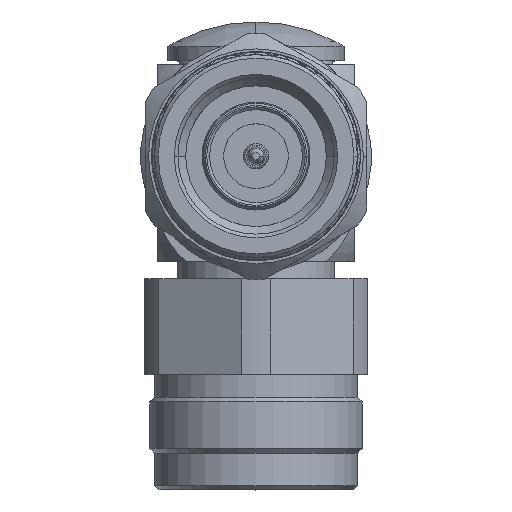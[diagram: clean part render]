
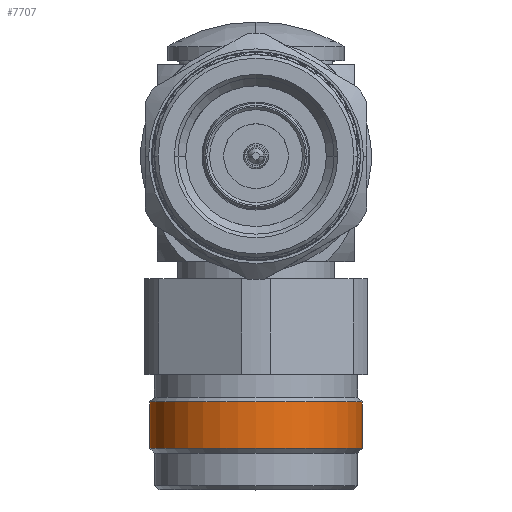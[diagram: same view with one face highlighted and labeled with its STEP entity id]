
A CAD part, top view. The second image highlights one B-rep face of the part: STEP entity #7707.
In plain terms, the highlighted cylindrical face has radius 7.557 mm (diameter 15.114 mm), a partial arc.
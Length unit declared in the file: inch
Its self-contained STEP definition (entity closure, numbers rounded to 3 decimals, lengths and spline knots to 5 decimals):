
#1080 = LINE ( 'NONE', #34018, #11894 ) ;
#2808 = VECTOR ( 'NONE', #16101, 39.37008 ) ;
#7707 = ADVANCED_FACE ( 'NONE', ( #37888 ), #17448, .T. ) ;
#7814 = DIRECTION ( 'NONE',  ( 0., 0., 1. ) ) ;
#8683 = CARTESIAN_POINT ( 'NONE',  ( 0., 0.67011, -0.29751 ) ) ;
#8855 = ORIENTED_EDGE ( 'NONE', *, *, #17014, .T. ) ;
#9003 = CIRCLE ( 'NONE', #41983, 0.29751 ) ;
#10135 = CIRCLE ( 'NONE', #34657, 0.29751 ) ;
#11053 = AXIS2_PLACEMENT_3D ( 'NONE', #27774, #17869, #7814 ) ;
#11894 = VECTOR ( 'NONE', #34441, 39.37008 ) ;
#12733 = EDGE_LOOP ( 'NONE', ( #8855, #20128, #25166, #37647 ) ) ;
#13665 = CARTESIAN_POINT ( 'NONE',  ( 0., 0.80024, 0.29751 ) ) ;
#14934 = DIRECTION ( 'NONE',  ( 0., 0., 1. ) ) ;
#16101 = DIRECTION ( 'NONE',  ( 0., 1., 0. ) ) ;
#16277 = DIRECTION ( 'NONE',  ( 0., 1., 0. ) ) ;
#17014 = EDGE_CURVE ( 'NONE', #40196, #24920, #10135, .T. ) ;
#17448 = CYLINDRICAL_SURFACE ( 'NONE', #11053, 0.29751 ) ;
#17869 = DIRECTION ( 'NONE',  ( 0., 1., 0. ) ) ;
#19380 = LINE ( 'NONE', #32782, #2808 ) ;
#19780 = CARTESIAN_POINT ( 'NONE',  ( 0., 0.67011, 0.29751 ) ) ;
#20128 = ORIENTED_EDGE ( 'NONE', *, *, #22605, .T. ) ;
#20861 = EDGE_CURVE ( 'NONE', #40196, #23520, #1080, .T. ) ;
#21731 = DIRECTION ( 'NONE',  ( 0., 1., 0. ) ) ;
#22605 = EDGE_CURVE ( 'NONE', #24920, #24396, #19380, .T. ) ;
#23520 = VERTEX_POINT ( 'NONE', #13665 ) ;
#24396 = VERTEX_POINT ( 'NONE', #27314 ) ;
#24608 = CARTESIAN_POINT ( 'NONE',  ( 0., 0.67011, 0. ) ) ;
#24920 = VERTEX_POINT ( 'NONE', #8683 ) ;
#25166 = ORIENTED_EDGE ( 'NONE', *, *, #34026, .F. ) ;
#27314 = CARTESIAN_POINT ( 'NONE',  ( 0., 0.80024, -0.29751 ) ) ;
#27774 = CARTESIAN_POINT ( 'NONE',  ( 0., 0.2775, 0. ) ) ;
#32782 = CARTESIAN_POINT ( 'NONE',  ( 0., 0.2775, -0.29751 ) ) ;
#34018 = CARTESIAN_POINT ( 'NONE',  ( 0., 0.2775, 0.29751 ) ) ;
#34026 = EDGE_CURVE ( 'NONE', #23520, #24396, #9003, .T. ) ;
#34441 = DIRECTION ( 'NONE',  ( 0., 1., 0. ) ) ;
#34657 = AXIS2_PLACEMENT_3D ( 'NONE', #24608, #21731, #14934 ) ;
#36289 = CARTESIAN_POINT ( 'NONE',  ( 0., 0.80024, 0. ) ) ;
#37647 = ORIENTED_EDGE ( 'NONE', *, *, #20861, .F. ) ;
#37888 = FACE_OUTER_BOUND ( 'NONE', #12733, .T. ) ;
#40196 = VERTEX_POINT ( 'NONE', #19780 ) ;
#41983 = AXIS2_PLACEMENT_3D ( 'NONE', #36289, #16277, #43106 ) ;
#43106 = DIRECTION ( 'NONE',  ( 0., 0., 1. ) ) ;
